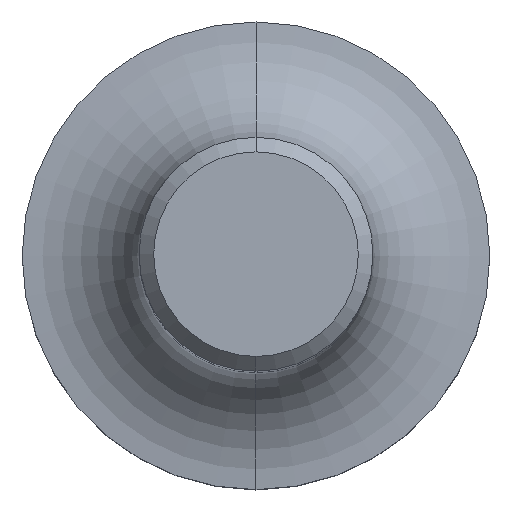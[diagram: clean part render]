
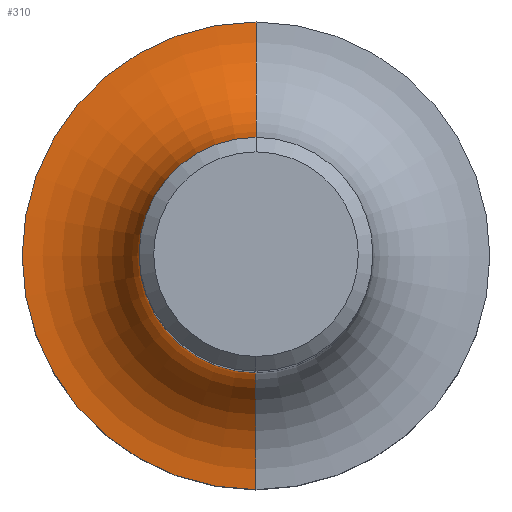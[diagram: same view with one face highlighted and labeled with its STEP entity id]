
A CAD part, top view. The second image highlights one B-rep face of the part: STEP entity #310.
In plain terms, the highlighted toroidal (fillet/blend) face has major radius 12.7 mm and minor radius 6.35 mm.
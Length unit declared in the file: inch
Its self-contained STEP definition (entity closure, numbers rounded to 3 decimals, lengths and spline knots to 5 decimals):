
#5 = CARTESIAN_POINT ( 'NONE',  ( 0., -0.5, -1.75 ) ) ;
#27 = VERTEX_POINT ( 'NONE', #114 ) ;
#32 = DIRECTION ( 'NONE',  ( 0., 0., 1. ) ) ;
#60 = CARTESIAN_POINT ( 'NONE',  ( 0., -0.25, -1.75 ) ) ;
#66 = AXIS2_PLACEMENT_3D ( 'NONE', #361, #133, #318 ) ;
#73 = DIRECTION ( 'NONE',  ( 0., -1., 0. ) ) ;
#91 = CIRCLE ( 'NONE', #303, 0.25 ) ;
#114 = CARTESIAN_POINT ( 'NONE',  ( 0., 0.25, -1.75 ) ) ;
#126 = EDGE_CURVE ( 'NONE', #311, #353, #434, .T. ) ;
#133 = DIRECTION ( 'NONE',  ( 0., 0., 1. ) ) ;
#144 = CARTESIAN_POINT ( 'NONE',  ( 0., 0., -1.75 ) ) ;
#148 = CARTESIAN_POINT ( 'NONE',  ( 0., -0.5, -2. ) ) ;
#154 = DIRECTION ( 'NONE',  ( -1., 0., 0. ) ) ;
#170 = ORIENTED_EDGE ( 'NONE', *, *, #482, .F. ) ;
#174 = FACE_OUTER_BOUND ( 'NONE', #420, .T. ) ;
#205 = ORIENTED_EDGE ( 'NONE', *, *, #281, .T. ) ;
#207 = CARTESIAN_POINT ( 'NONE',  ( 0., 0., -1.75 ) ) ;
#213 = AXIS2_PLACEMENT_3D ( 'NONE', #207, #285, #438 ) ;
#216 = EDGE_CURVE ( 'NONE', #27, #470, #91, .T. ) ;
#220 = CIRCLE ( 'NONE', #66, 0.5 ) ;
#243 = ORIENTED_EDGE ( 'NONE', *, *, #126, .F. ) ;
#254 = DIRECTION ( 'NONE',  ( 1., 0., 0. ) ) ;
#259 = AXIS2_PLACEMENT_3D ( 'NONE', #5, #154, #274 ) ;
#274 = DIRECTION ( 'NONE',  ( 0., -1., 0. ) ) ;
#278 = TOROIDAL_SURFACE ( 'NONE', #213, 0.5, 0.25 ) ;
#281 = EDGE_CURVE ( 'NONE', #470, #353, #220, .T. ) ;
#285 = DIRECTION ( 'NONE',  ( 0., 0., 1. ) ) ;
#303 = AXIS2_PLACEMENT_3D ( 'NONE', #398, #254, #369 ) ;
#310 = ADVANCED_FACE ( 'NONE', ( #174 ), #278, .F. ) ;
#311 = VERTEX_POINT ( 'NONE', #60 ) ;
#318 = DIRECTION ( 'NONE',  ( 0., -1., 0. ) ) ;
#353 = VERTEX_POINT ( 'NONE', #148 ) ;
#361 = CARTESIAN_POINT ( 'NONE',  ( 0., 0., -2. ) ) ;
#369 = DIRECTION ( 'NONE',  ( 0., 1., 0. ) ) ;
#392 = AXIS2_PLACEMENT_3D ( 'NONE', #144, #32, #73 ) ;
#398 = CARTESIAN_POINT ( 'NONE',  ( 0., 0.5, -1.75 ) ) ;
#411 = CARTESIAN_POINT ( 'NONE',  ( 0., 0.5, -2. ) ) ;
#420 = EDGE_LOOP ( 'NONE', ( #170, #490, #205, #243 ) ) ;
#434 = CIRCLE ( 'NONE', #259, 0.25 ) ;
#435 = CIRCLE ( 'NONE', #392, 0.25 ) ;
#438 = DIRECTION ( 'NONE',  ( 0., -1., 0. ) ) ;
#470 = VERTEX_POINT ( 'NONE', #411 ) ;
#482 = EDGE_CURVE ( 'NONE', #27, #311, #435, .T. ) ;
#490 = ORIENTED_EDGE ( 'NONE', *, *, #216, .T. ) ;
